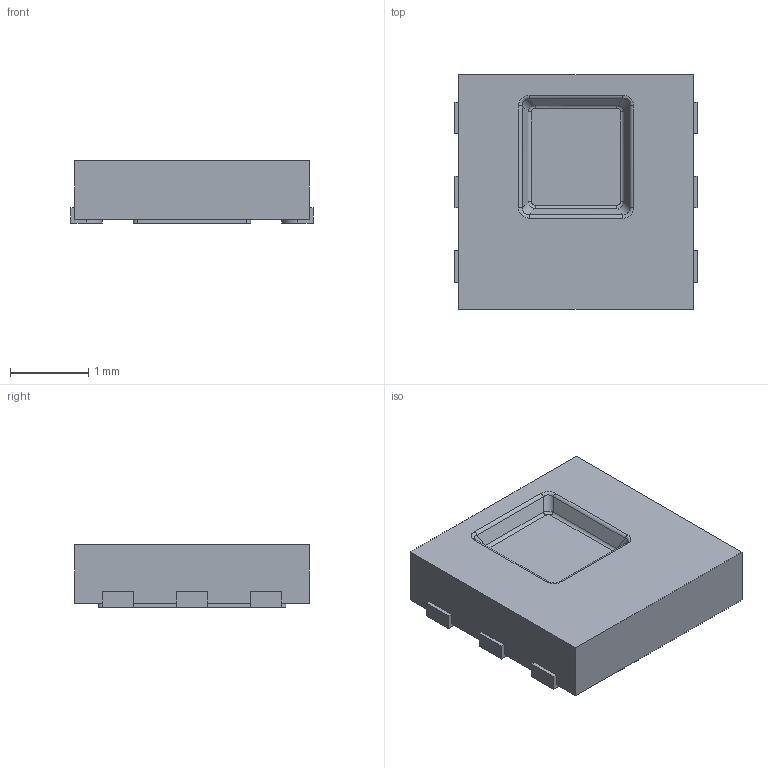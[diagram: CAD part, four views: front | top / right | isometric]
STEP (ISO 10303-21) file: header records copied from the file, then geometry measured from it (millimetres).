
FILE_DESCRIPTION(('FreeCAD Model'),'2;1');
FILE_NAME( 'User_Library_TexasInstruments_HDC1080_cp.step', '2019-04-18T11:20:43',('kicad StepUp'),('ksu MCAD'), 'Open CASCADE STEP processor 7.2','FreeCAD','Unknown');
FILE_SCHEMA(('AUTOMOTIVE_DESIGN { 1 0 10303 214 1 1 1 1 }'));
Length unit declared in the file: millimetre
Products named in the file (1): User_Library_TexasInstruments_HDC1080_cp
Bounding box: 3.1 x 3 x 0.8 mm (x, y, z)
Volume: 6.6 mm3; surface area: 40.5 mm2
Topology: 8 solids, 8 shells, 98 faces, 224 edges, 144 vertices
Faces by surface type: plane 64, cylinder 26, bspline 8
Entity records: 3617 total; most frequent: CARTESIAN_POINT 779, ORIENTED_EDGE 448, DIRECTION 402, EDGE_CURVE 224, LINE 164, VECTOR 164, VERTEX_POINT 144, AXIS2_PLACEMENT_3D 119
